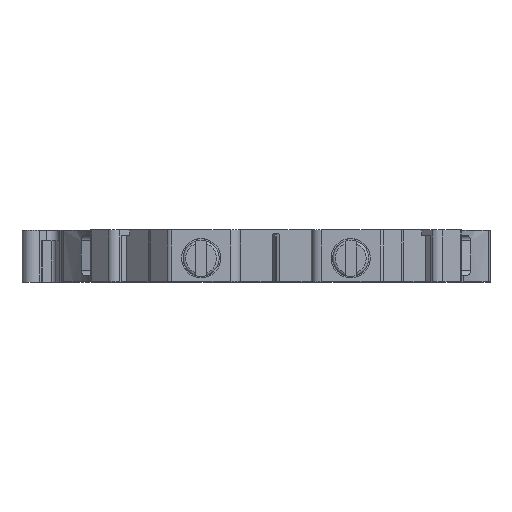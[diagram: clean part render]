
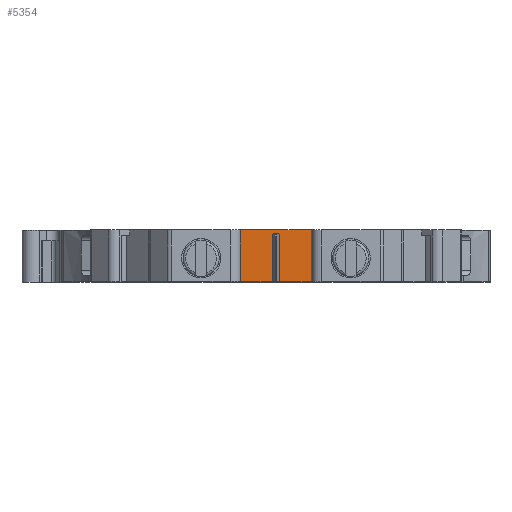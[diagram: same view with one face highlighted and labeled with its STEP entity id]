
A CAD part, top view. The second image highlights one B-rep face of the part: STEP entity #5354.
In plain terms, the highlighted planar face has unit normal (0, 0, 1).
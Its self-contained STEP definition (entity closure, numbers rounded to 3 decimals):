
#88=PLANE('',#5715);
#221=LINE('',#7207,#564);
#274=LINE('',#7405,#617);
#397=LINE('',#7986,#740);
#399=LINE('',#7990,#742);
#409=LINE('',#8010,#752);
#410=LINE('',#8012,#753);
#411=LINE('',#8013,#754);
#412=LINE('',#8015,#755);
#564=VECTOR('',#6006,1000.);
#617=VECTOR('',#6163,1000.);
#740=VECTOR('',#6604,1000.);
#742=VECTOR('',#6608,1000.);
#752=VECTOR('',#6626,1000.);
#753=VECTOR('',#6629,1000.);
#754=VECTOR('',#6630,1000.);
#755=VECTOR('',#6631,1000.);
#1595=ORIENTED_EDGE('',*,*,#2507,.F.);
#1596=ORIENTED_EDGE('',*,*,#2496,.F.);
#1597=ORIENTED_EDGE('',*,*,#2186,.F.);
#1598=ORIENTED_EDGE('',*,*,#2506,.T.);
#1599=ORIENTED_EDGE('',*,*,#2508,.F.);
#1600=ORIENTED_EDGE('',*,*,#2509,.T.);
#1601=ORIENTED_EDGE('',*,*,#2280,.T.);
#1602=ORIENTED_EDGE('',*,*,#2494,.F.);
#2186=EDGE_CURVE('',#2750,#2751,#221,.T.);
#2280=EDGE_CURVE('',#2838,#2837,#274,.T.);
#2494=EDGE_CURVE('',#2961,#2837,#397,.T.);
#2496=EDGE_CURVE('',#2751,#2962,#399,.T.);
#2506=EDGE_CURVE('',#2750,#2967,#409,.T.);
#2507=EDGE_CURVE('',#2962,#2961,#410,.T.);
#2508=EDGE_CURVE('',#2968,#2967,#411,.T.);
#2509=EDGE_CURVE('',#2968,#2838,#412,.T.);
#2750=VERTEX_POINT('',#7208);
#2751=VERTEX_POINT('',#7209);
#2837=VERTEX_POINT('',#7404);
#2838=VERTEX_POINT('',#7406);
#2961=VERTEX_POINT('',#7987);
#2962=VERTEX_POINT('',#7991);
#2967=VERTEX_POINT('',#8009);
#2968=VERTEX_POINT('',#8014);
#3392=EDGE_LOOP('',(#1595,#1596,#1597,#1598,#1599,#1600,#1601,#1602));
#3624=FACE_BOUND('',#3392,.T.);
#5354=ADVANCED_FACE('',(#3624),#88,.F.);
#5715=AXIS2_PLACEMENT_3D('',#8011,#6627,#6628);
#6006=DIRECTION('',(-1.,0.,0.));
#6163=DIRECTION('',(-1.,0.,0.));
#6604=DIRECTION('',(0.,1.,0.));
#6608=DIRECTION('',(0.,-1.,0.));
#6626=DIRECTION('',(0.,-1.,0.));
#6627=DIRECTION('',(0.,0.,-1.));
#6628=DIRECTION('',(-1.,0.,0.));
#6629=DIRECTION('',(-1.,0.,0.));
#6630=DIRECTION('',(-1.,0.,0.));
#6631=DIRECTION('',(0.,1.,0.));
#7207=CARTESIAN_POINT('',(-5.5,2.35,9.3));
#7208=CARTESIAN_POINT('',(0.35,2.35,9.3));
#7209=CARTESIAN_POINT('',(-0.35,2.35,9.3));
#7404=CARTESIAN_POINT('',(-3.425,2.75,9.3));
#7405=CARTESIAN_POINT('',(0.,2.75,9.3));
#7406=CARTESIAN_POINT('',(3.425,2.75,9.3));
#7986=CARTESIAN_POINT('',(-3.425,-5.,9.3));
#7987=CARTESIAN_POINT('',(-3.425,-2.25,9.3));
#7990=CARTESIAN_POINT('',(-0.35,2.75,9.3));
#7991=CARTESIAN_POINT('',(-0.35,-2.25,9.3));
#8009=CARTESIAN_POINT('',(0.35,-2.25,9.3));
#8010=CARTESIAN_POINT('',(0.35,2.75,9.3));
#8011=CARTESIAN_POINT('',(-3.425,-5.,9.3));
#8012=CARTESIAN_POINT('',(0.,-2.25,9.3));
#8013=CARTESIAN_POINT('',(0.,-2.25,9.3));
#8014=CARTESIAN_POINT('',(3.425,-2.25,9.3));
#8015=CARTESIAN_POINT('',(3.425,-5.,9.3));
